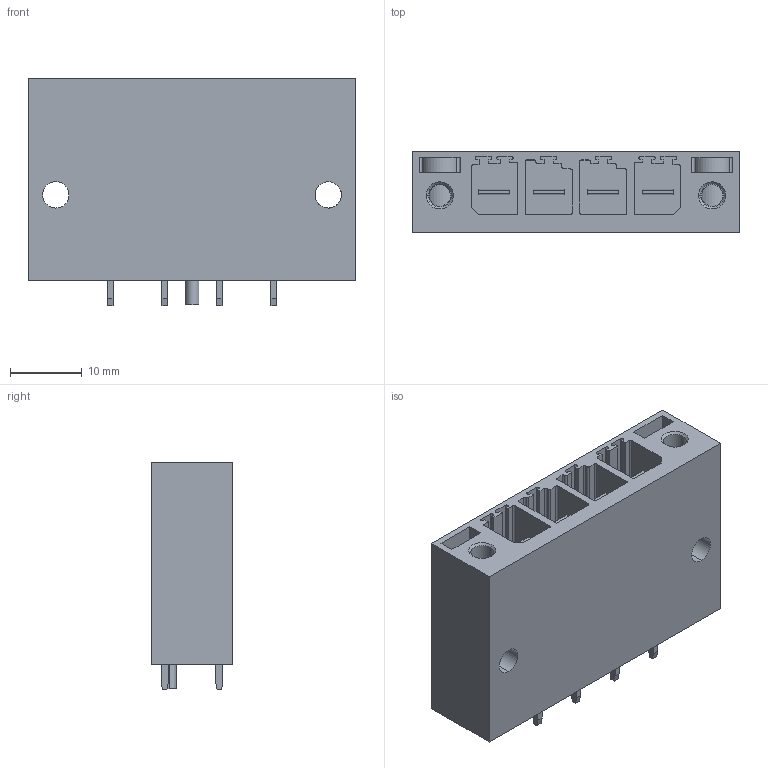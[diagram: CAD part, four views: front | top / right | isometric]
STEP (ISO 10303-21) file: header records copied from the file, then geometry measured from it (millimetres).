
FILE_DESCRIPTION(('CATIA V5 STEP Exchange','CAx-IF Rec.Pracs.--- Model Styling and Organization---1.4--- 2014-01-23'),'2;1');
FILE_NAME ('D1459430_0_1931060000_1931060000.stp','2019-11-18T10:58:54+00:00',('none'),('Weidmueller'),'CATIA Version 5-6 Release 2016 SP3 HF44','CATIA V5 STEP AP214','none');
FILE_SCHEMA(('AUTOMOTIVE_DESIGN { 1 0 10303 214 1 1 1 1 }'));
Length unit declared in the file: millimetre
Products named in the file (1): 1931060000
Bounding box: 45.72 x 11.4 x 31.8 mm (x, y, z)
Volume: 10254.2 mm3; surface area: 10236.8 mm2
Topology: 8 solids, 8 shells, 390 faces, 1098 edges, 728 vertices
Faces by surface type: plane 312, cylinder 72, cone 6
Entity records: 12434 total; most frequent: CARTESIAN_POINT 2298, ORIENTED_EDGE 2196, DIRECTION 1659, EDGE_CURVE 1098, VECTOR 946, LINE 946, VERTEX_POINT 728, EDGE_LOOP 426
